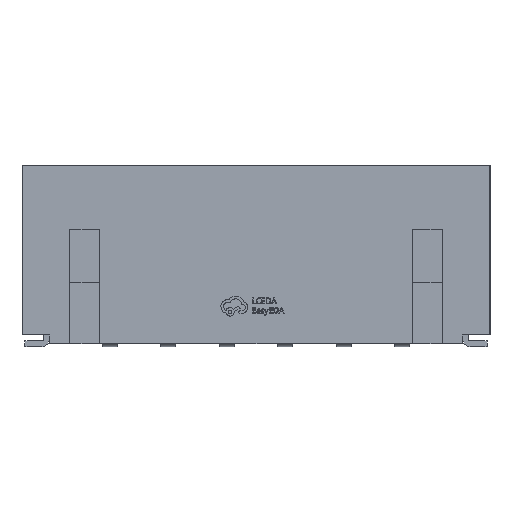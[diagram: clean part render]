
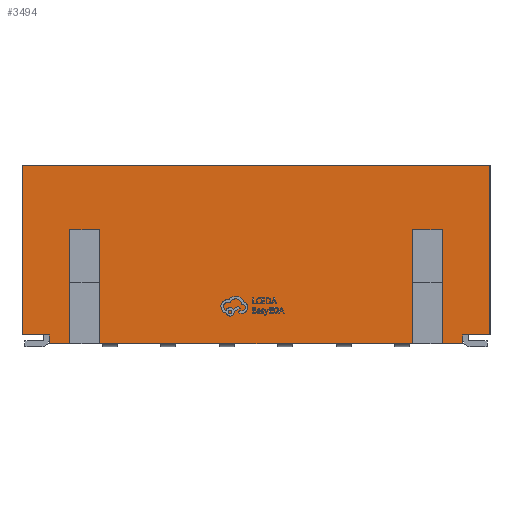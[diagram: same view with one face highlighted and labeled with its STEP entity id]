
A CAD part, front view. The second image highlights one B-rep face of the part: STEP entity #3494.
In plain terms, the highlighted planar face has unit normal (0, -1, 0).
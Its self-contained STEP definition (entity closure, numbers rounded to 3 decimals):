
#115 = LINE ( 'NONE', #3516, #19100 ) ;
#189 = ORIENTED_EDGE ( 'NONE', *, *, #20898, .T. ) ;
#353 = VERTEX_POINT ( 'NONE', #8397 ) ;
#670 = CARTESIAN_POINT ( 'NONE',  ( 8., -2.725, 0. ) ) ;
#685 = DIRECTION ( 'NONE',  ( 1., 0., 0. ) ) ;
#902 = EDGE_CURVE ( 'NONE', #22868, #7847, #7388, .T. ) ;
#1009 = CARTESIAN_POINT ( 'NONE',  ( -8., -2.725, 0.3 ) ) ;
#1100 = CARTESIAN_POINT ( 'NONE',  ( -8., -2.725, 6.1 ) ) ;
#1270 = DIRECTION ( 'NONE',  ( -1., 0., 0. ) ) ;
#1757 = VERTEX_POINT ( 'NONE', #12230 ) ;
#1856 = ORIENTED_EDGE ( 'NONE', *, *, #17326, .F. ) ;
#1938 = CARTESIAN_POINT ( 'NONE',  ( 8., -2.725, 0. ) ) ;
#2401 = DIRECTION ( 'NONE',  ( 0., 0., -1. ) ) ;
#2652 = ORIENTED_EDGE ( 'NONE', *, *, #2959, .T. ) ;
#2704 = LINE ( 'NONE', #15091, #11807 ) ;
#2959 = EDGE_CURVE ( 'NONE', #22868, #353, #2704, .T. ) ;
#2966 = VERTEX_POINT ( 'NONE', #11839 ) ;
#3048 = VECTOR ( 'NONE', #685, 1000. ) ;
#3130 = VECTOR ( 'NONE', #12734, 1000. ) ;
#3420 = ORIENTED_EDGE ( 'NONE', *, *, #16147, .T. ) ;
#3494 = ADVANCED_FACE ( 'NONE', ( #21725 ), #5842, .T. ) ;
#3516 = CARTESIAN_POINT ( 'NONE',  ( 6.37, -2.725, 0. ) ) ;
#3679 = ORIENTED_EDGE ( 'NONE', *, *, #12061, .F. ) ;
#3744 = VECTOR ( 'NONE', #22113, 1000. ) ;
#3787 = LINE ( 'NONE', #7138, #7154 ) ;
#3893 = DIRECTION ( 'NONE',  ( -1., 0., 0. ) ) ;
#3966 = VECTOR ( 'NONE', #11523, 1000. ) ;
#3995 = VERTEX_POINT ( 'NONE', #11703 ) ;
#4284 = LINE ( 'NONE', #11360, #5047 ) ;
#4460 = CARTESIAN_POINT ( 'NONE',  ( 7.07, -2.725, 6.1 ) ) ;
#4489 = LINE ( 'NONE', #13604, #3744 ) ;
#4541 = VECTOR ( 'NONE', #19907, 1000. ) ;
#4605 = DIRECTION ( 'NONE',  ( 0., 0., -1. ) ) ;
#4624 = EDGE_LOOP ( 'NONE', ( #12975, #7010, #9578, #5085, #1856, #13302, #8051, #3679, #6444, #19470, #3420, #11164, #16853, #189, #8222, #2652 ) ) ;
#4650 = CARTESIAN_POINT ( 'NONE',  ( -6.37, -2.725, 0. ) ) ;
#4758 = LINE ( 'NONE', #13647, #16912 ) ;
#5047 = VECTOR ( 'NONE', #16656, 1000. ) ;
#5085 = ORIENTED_EDGE ( 'NONE', *, *, #17196, .F. ) ;
#5166 = CARTESIAN_POINT ( 'NONE',  ( -7.07, -2.725, 0. ) ) ;
#5253 = LINE ( 'NONE', #17408, #14996 ) ;
#5268 = VECTOR ( 'NONE', #22457, 1000. ) ;
#5443 = VECTOR ( 'NONE', #9638, 1000. ) ;
#5842 = PLANE ( 'NONE',  #15438 ) ;
#6042 = CARTESIAN_POINT ( 'NONE',  ( -7.07, -2.725, 6.1 ) ) ;
#6289 = VECTOR ( 'NONE', #4605, 1000. ) ;
#6444 = ORIENTED_EDGE ( 'NONE', *, *, #20977, .F. ) ;
#7010 = ORIENTED_EDGE ( 'NONE', *, *, #13909, .T. ) ;
#7138 = CARTESIAN_POINT ( 'NONE',  ( 5.35, -2.725, 3.9 ) ) ;
#7154 = VECTOR ( 'NONE', #3893, 1000. ) ;
#7306 = CARTESIAN_POINT ( 'NONE',  ( -5.35, -2.725, 3.9 ) ) ;
#7388 = LINE ( 'NONE', #1938, #4541 ) ;
#7473 = DIRECTION ( 'NONE',  ( 0., -1., 0. ) ) ;
#7803 = EDGE_CURVE ( 'NONE', #19886, #15910, #22114, .T. ) ;
#7847 = VERTEX_POINT ( 'NONE', #5166 ) ;
#7860 = CARTESIAN_POINT ( 'NONE',  ( -5.35, -2.725, 0. ) ) ;
#8051 = ORIENTED_EDGE ( 'NONE', *, *, #21818, .F. ) ;
#8222 = ORIENTED_EDGE ( 'NONE', *, *, #902, .F. ) ;
#8296 = LINE ( 'NONE', #15356, #5268 ) ;
#8372 = EDGE_CURVE ( 'NONE', #15079, #16050, #4489, .T. ) ;
#8397 = CARTESIAN_POINT ( 'NONE',  ( -6.37, -2.725, 3.9 ) ) ;
#8442 = VERTEX_POINT ( 'NONE', #10055 ) ;
#9578 = ORIENTED_EDGE ( 'NONE', *, *, #17970, .F. ) ;
#9606 = CARTESIAN_POINT ( 'NONE',  ( -8., -2.725, 6.1 ) ) ;
#9638 = DIRECTION ( 'NONE',  ( 0., 0., -1. ) ) ;
#9977 = CARTESIAN_POINT ( 'NONE',  ( 5.35, -2.725, 3.9 ) ) ;
#10055 = CARTESIAN_POINT ( 'NONE',  ( -5.35, -2.725, 0. ) ) ;
#10181 = EDGE_CURVE ( 'NONE', #15910, #3995, #20078, .T. ) ;
#11164 = ORIENTED_EDGE ( 'NONE', *, *, #7803, .T. ) ;
#11228 = DIRECTION ( 'NONE',  ( 0., 0., -1. ) ) ;
#11360 = CARTESIAN_POINT ( 'NONE',  ( -5.35, -2.725, 3.9 ) ) ;
#11523 = DIRECTION ( 'NONE',  ( 0., 0., -1. ) ) ;
#11595 = LINE ( 'NONE', #6042, #5443 ) ;
#11703 = CARTESIAN_POINT ( 'NONE',  ( -7.07, -2.725, 0.3 ) ) ;
#11733 = DIRECTION ( 'NONE',  ( 0., 0., 1. ) ) ;
#11807 = VECTOR ( 'NONE', #11733, 1000. ) ;
#11839 = CARTESIAN_POINT ( 'NONE',  ( 7.07, -2.725, 0.3 ) ) ;
#12061 = EDGE_CURVE ( 'NONE', #2966, #22203, #20348, .T. ) ;
#12230 = CARTESIAN_POINT ( 'NONE',  ( 6.37, -2.725, 0. ) ) ;
#12546 = DIRECTION ( 'NONE',  ( 0., 0., 1. ) ) ;
#12734 = DIRECTION ( 'NONE',  ( -1., 0., 0. ) ) ;
#12773 = CARTESIAN_POINT ( 'NONE',  ( 8., -2.725, 6.1 ) ) ;
#12975 = ORIENTED_EDGE ( 'NONE', *, *, #22549, .T. ) ;
#13302 = ORIENTED_EDGE ( 'NONE', *, *, #19395, .F. ) ;
#13383 = VECTOR ( 'NONE', #11228, 1000. ) ;
#13604 = CARTESIAN_POINT ( 'NONE',  ( 8., -2.725, 6.1 ) ) ;
#13647 = CARTESIAN_POINT ( 'NONE',  ( 8., -2.725, 0.3 ) ) ;
#13909 = EDGE_CURVE ( 'NONE', #22465, #8442, #21653, .T. ) ;
#14620 = CARTESIAN_POINT ( 'NONE',  ( 5.35, -2.725, 0. ) ) ;
#14628 = VERTEX_POINT ( 'NONE', #9977 ) ;
#14726 = CARTESIAN_POINT ( 'NONE',  ( 7.07, -2.725, 0. ) ) ;
#14908 = CARTESIAN_POINT ( 'NONE',  ( 5.35, -2.725, 0. ) ) ;
#14996 = VECTOR ( 'NONE', #22795, 1000. ) ;
#15079 = VERTEX_POINT ( 'NONE', #20477 ) ;
#15091 = CARTESIAN_POINT ( 'NONE',  ( -6.37, -2.725, 0. ) ) ;
#15356 = CARTESIAN_POINT ( 'NONE',  ( 8., -2.725, 6.1 ) ) ;
#15438 = AXIS2_PLACEMENT_3D ( 'NONE', #12773, #7473, #21838 ) ;
#15910 = VERTEX_POINT ( 'NONE', #1009 ) ;
#16050 = VERTEX_POINT ( 'NONE', #18659 ) ;
#16147 = EDGE_CURVE ( 'NONE', #15079, #19886, #8296, .T. ) ;
#16656 = DIRECTION ( 'NONE',  ( 1., 0., 0. ) ) ;
#16853 = ORIENTED_EDGE ( 'NONE', *, *, #10181, .T. ) ;
#16912 = VECTOR ( 'NONE', #1270, 1000. ) ;
#17196 = EDGE_CURVE ( 'NONE', #14628, #18629, #18492, .T. ) ;
#17326 = EDGE_CURVE ( 'NONE', #21002, #14628, #3787, .T. ) ;
#17408 = CARTESIAN_POINT ( 'NONE',  ( 8., -2.725, 0. ) ) ;
#17970 = EDGE_CURVE ( 'NONE', #18629, #8442, #22032, .T. ) ;
#18492 = LINE ( 'NONE', #14908, #13383 ) ;
#18551 = CARTESIAN_POINT ( 'NONE',  ( 8., -2.725, 0.3 ) ) ;
#18629 = VERTEX_POINT ( 'NONE', #14620 ) ;
#18659 = CARTESIAN_POINT ( 'NONE',  ( 8., -2.725, 0.3 ) ) ;
#19100 = VECTOR ( 'NONE', #12546, 1000. ) ;
#19395 = EDGE_CURVE ( 'NONE', #1757, #21002, #115, .T. ) ;
#19470 = ORIENTED_EDGE ( 'NONE', *, *, #8372, .F. ) ;
#19886 = VERTEX_POINT ( 'NONE', #9606 ) ;
#19907 = DIRECTION ( 'NONE',  ( -1., 0., 0. ) ) ;
#20078 = LINE ( 'NONE', #18551, #3048 ) ;
#20348 = LINE ( 'NONE', #4460, #3966 ) ;
#20477 = CARTESIAN_POINT ( 'NONE',  ( 8., -2.725, 6.1 ) ) ;
#20765 = CARTESIAN_POINT ( 'NONE',  ( 6.37, -2.725, 3.9 ) ) ;
#20898 = EDGE_CURVE ( 'NONE', #3995, #7847, #11595, .T. ) ;
#20977 = EDGE_CURVE ( 'NONE', #16050, #2966, #4758, .T. ) ;
#21002 = VERTEX_POINT ( 'NONE', #20765 ) ;
#21653 = LINE ( 'NONE', #7860, #21814 ) ;
#21725 = FACE_OUTER_BOUND ( 'NONE', #4624, .T. ) ;
#21814 = VECTOR ( 'NONE', #2401, 1000. ) ;
#21818 = EDGE_CURVE ( 'NONE', #22203, #1757, #5253, .T. ) ;
#21838 = DIRECTION ( 'NONE',  ( -1., 0., 0. ) ) ;
#22032 = LINE ( 'NONE', #670, #3130 ) ;
#22113 = DIRECTION ( 'NONE',  ( 0., 0., -1. ) ) ;
#22114 = LINE ( 'NONE', #1100, #6289 ) ;
#22203 = VERTEX_POINT ( 'NONE', #14726 ) ;
#22457 = DIRECTION ( 'NONE',  ( -1., 0., 0. ) ) ;
#22465 = VERTEX_POINT ( 'NONE', #7306 ) ;
#22549 = EDGE_CURVE ( 'NONE', #353, #22465, #4284, .T. ) ;
#22795 = DIRECTION ( 'NONE',  ( -1., 0., 0. ) ) ;
#22868 = VERTEX_POINT ( 'NONE', #4650 ) ;
